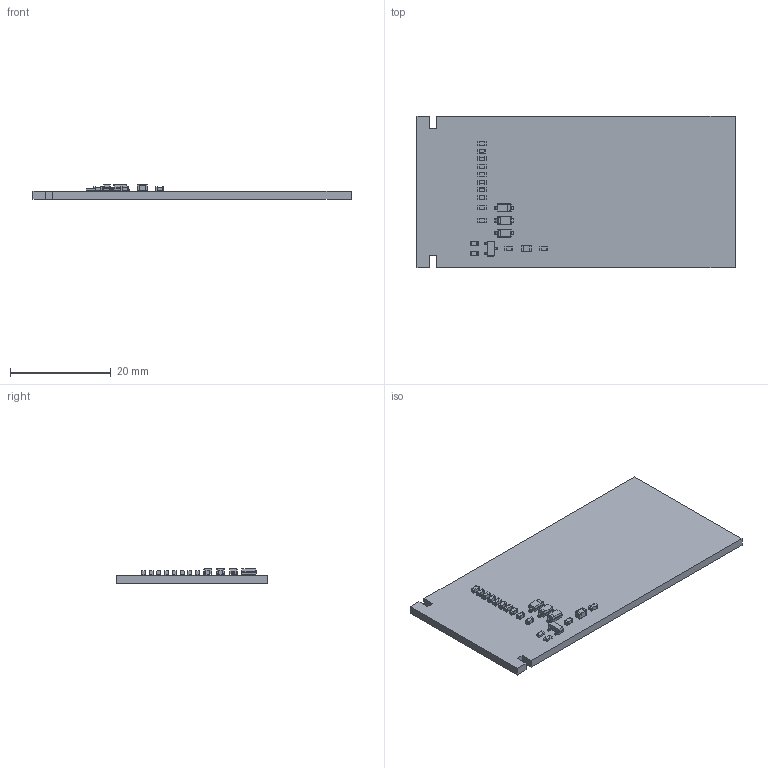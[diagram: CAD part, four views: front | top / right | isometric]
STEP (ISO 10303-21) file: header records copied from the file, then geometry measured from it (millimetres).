
FILE_DESCRIPTION(('KiCad electronic assembly'),'2;1');
FILE_NAME('pcb_topsulin_base.step','2019-01-03T15:54:40',('An Author'),( 'A Company'),'Open CASCADE STEP processor 6.8', 'KiCad to STEP converter','Unknown');
FILE_SCHEMA(('AUTOMOTIVE_DESIGN_CC2 { 1 2 10303 214 -1 1 5 4 }'));
Length unit declared in the file: millimetre
Products named in the file (12): Open CASCADE STEP translator 6.8 1; C_0603_1608Metric; SOLID; D_SOD-123; L_0805_2012Metric; SOT-23; R_0603_1608Metric
Assembly tree (25 placements, depth 3):
  Open CASCADE STEP translator 6.8 1
    C_0603_1608Metric  x12
      SOLID
    D_SOD-123  x3
      SOLID
    L_0805_2012Metric
      SOLID
    SOT-23
      SOLID
    R_0603_1608Metric  x2
      SOLID
    SOLID
Bounding box: 63 x 30 x 2.9 mm (x, y, z)
Volume: 3047.1 mm3; surface area: 4257.8 mm2
Topology: 20 solids, 20 shells, 707 faces, 1756 edges, 1118 vertices
Faces by surface type: plane 394, cylinder 208, bspline 105
Entity records: 23211 total; most frequent: CARTESIAN_POINT 10338, DIRECTION 1824, ORIENTED_EDGE 1168, PCURVE 1168, DEFINITIONAL_REPRESENTATION 1168, LINE 1140, VECTOR 1140, EDGE_CURVE 584
